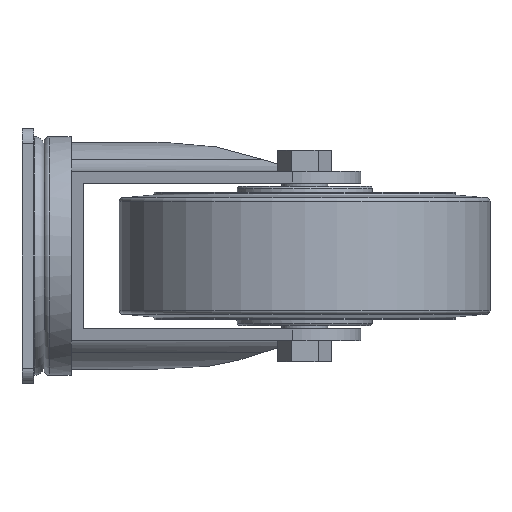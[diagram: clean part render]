
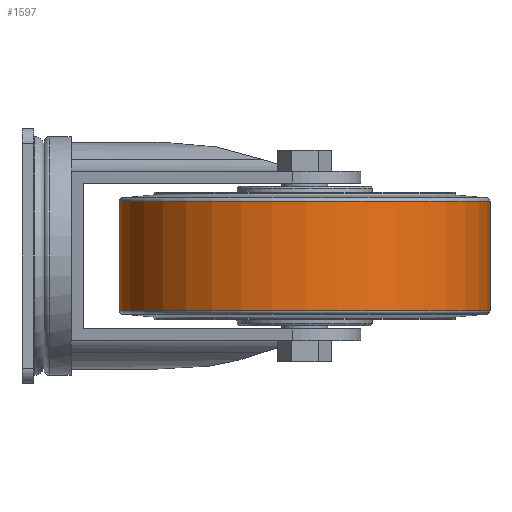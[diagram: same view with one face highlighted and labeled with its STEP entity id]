
A CAD part, left-side view. The second image highlights one B-rep face of the part: STEP entity #1597.
In plain terms, the highlighted cylindrical face has radius 80 mm (diameter 160 mm), a full revolution.
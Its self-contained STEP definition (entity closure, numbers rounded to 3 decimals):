
#732=ORIENTED_EDGE('',*,*,#954,.T.);
#733=ORIENTED_EDGE('',*,*,#953,.F.);
#953=EDGE_CURVE('',#1104,#1104,#1181,.T.);
#954=EDGE_CURVE('',#1105,#1105,#1182,.T.);
#1104=VERTEX_POINT('',#2736);
#1105=VERTEX_POINT('',#2739);
#1181=CIRCLE('',#1780,80.);
#1182=CIRCLE('',#1782,80.);
#1313=EDGE_LOOP('',(#732));
#1314=EDGE_LOOP('',(#733));
#1457=FACE_BOUND('',#1313,.T.);
#1458=FACE_BOUND('',#1314,.T.);
#1510=CYLINDRICAL_SURFACE('',#1781,80.);
#1597=ADVANCED_FACE('',(#1457,#1458),#1510,.T.);
#1780=AXIS2_PLACEMENT_3D('',#2735,#2242,#2243);
#1781=AXIS2_PLACEMENT_3D('',#2737,#2244,#2245);
#1782=AXIS2_PLACEMENT_3D('',#2738,#2246,#2247);
#2242=DIRECTION('',(0.,0.,-1.));
#2243=DIRECTION('',(-1.,0.,0.));
#2244=DIRECTION('',(0.,0.,-1.));
#2245=DIRECTION('',(-1.,0.,0.));
#2246=DIRECTION('',(0.,0.,-1.));
#2247=DIRECTION('',(-1.,0.,0.));
#2735=CARTESIAN_POINT('',(0.,0.,-23.626));
#2736=CARTESIAN_POINT('',(-80.,0.,-23.626));
#2737=CARTESIAN_POINT('',(0.,0.,-30.));
#2738=CARTESIAN_POINT('',(0.,0.,23.626));
#2739=CARTESIAN_POINT('',(-80.,0.,23.626));
